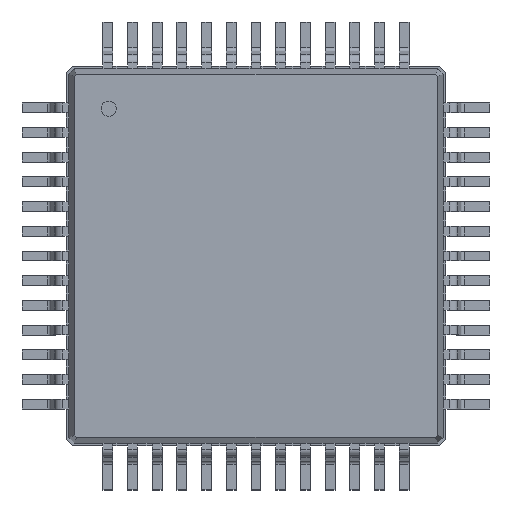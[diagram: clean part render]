
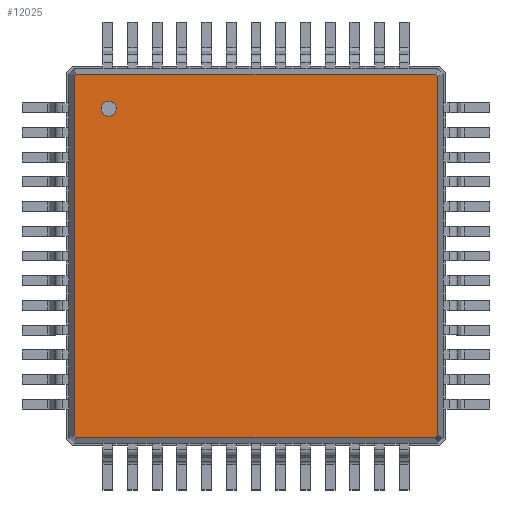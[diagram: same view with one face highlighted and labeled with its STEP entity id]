
A CAD part, top view. The second image highlights one B-rep face of the part: STEP entity #12025.
In plain terms, the highlighted planar face has unit normal (0, 0, 1).
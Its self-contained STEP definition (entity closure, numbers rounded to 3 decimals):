
#13=DIRECTION('',(0.,0.,1.));
#27=VECTOR('',#28,1.);
#28=DIRECTION('',(1.,0.,0.));
#155=VECTOR('',#156,1.);
#156=DIRECTION('',(0.707,-0.707,0.));
#162=VECTOR('',#163,1.);
#163=DIRECTION('',(0.,-1.,0.));
#169=VECTOR('',#170,1.);
#170=DIRECTION('',(-0.707,-0.707,0.));
#176=VECTOR('',#177,1.);
#177=DIRECTION('',(-1.,0.,0.));
#183=VECTOR('',#184,1.);
#184=DIRECTION('',(-0.707,0.707,0.));
#190=VECTOR('',#191,1.);
#191=DIRECTION('',(0.,1.,0.));
#195=VECTOR('',#196,1.);
#196=DIRECTION('',(0.707,0.707,0.));
#4923=VERTEX_POINT('',#4924);
#4924=CARTESIAN_POINT('',(-4.776,4.713,1.6));
#4926=ORIENTED_EDGE('',*,*,#4927,.F.);
#4927=EDGE_CURVE('',#4928,#4923,#4930,.T.);
#4928=VERTEX_POINT('',#4929);
#4929=CARTESIAN_POINT('',(-4.776,-4.713,1.6));
#4930=LINE('',#4929,#190);
#4941=VERTEX_POINT('',#4942);
#4942=CARTESIAN_POINT('',(-4.713,4.776,1.6));
#4944=ORIENTED_EDGE('',*,*,#4945,.F.);
#4945=EDGE_CURVE('',#4923,#4941,#4946,.T.);
#4946=LINE('',#4924,#195);
#4994=VERTEX_POINT('',#4995);
#4995=CARTESIAN_POINT('',(4.713,4.776,1.6));
#4997=ORIENTED_EDGE('',*,*,#4998,.F.);
#4998=EDGE_CURVE('',#4941,#4994,#4999,.T.);
#4999=LINE('',#4942,#27);
#6180=VERTEX_POINT('',#6181);
#6181=CARTESIAN_POINT('',(4.776,4.713,1.6));
#6183=ORIENTED_EDGE('',*,*,#6184,.F.);
#6184=EDGE_CURVE('',#4994,#6180,#6185,.T.);
#6185=LINE('',#4995,#155);
#6298=VERTEX_POINT('',#6299);
#6299=CARTESIAN_POINT('',(4.776,-4.713,1.6));
#6301=ORIENTED_EDGE('',*,*,#6302,.F.);
#6302=EDGE_CURVE('',#6180,#6298,#6303,.T.);
#6303=LINE('',#6181,#162);
#12025=ADVANCED_FACE('',(#12026,#12041),#12051,.T.);
#12026=FACE_BOUND('',#12027,.T.);
#12027=EDGE_LOOP('',(#4997,#4944,#4926,#12028,#12033,#12038,#6301,#6183));
#12028=ORIENTED_EDGE('',*,*,#12029,.F.);
#12029=EDGE_CURVE('',#12030,#4928,#12032,.T.);
#12030=VERTEX_POINT('',#12031);
#12031=CARTESIAN_POINT('',(-4.713,-4.776,1.6));
#12032=LINE('',#12031,#183);
#12033=ORIENTED_EDGE('',*,*,#12034,.F.);
#12034=EDGE_CURVE('',#12035,#12030,#12037,.T.);
#12035=VERTEX_POINT('',#12036);
#12036=CARTESIAN_POINT('',(4.713,-4.776,1.6));
#12037=LINE('',#12036,#176);
#12038=ORIENTED_EDGE('',*,*,#12039,.F.);
#12039=EDGE_CURVE('',#6298,#12035,#12040,.T.);
#12040=LINE('',#6299,#169);
#12041=FACE_BOUND('',#12042,.T.);
#12042=EDGE_LOOP('',(#12043));
#12043=ORIENTED_EDGE('',*,*,#12044,.T.);
#12044=EDGE_CURVE('',#12045,#12045,#12047,.T.);
#12045=VERTEX_POINT('',#12046);
#12046=CARTESIAN_POINT('',(-3.876,3.676,1.6));
#12047=CIRCLE('',#12048,0.2);
#12048=AXIS2_PLACEMENT_3D('',#12049,#12050,#163);
#12049=CARTESIAN_POINT('',(-3.876,3.876,1.6));
#12050=DIRECTION('',(0.,-0.,-1.));
#12051=PLANE('',#12052);
#12052=AXIS2_PLACEMENT_3D('',#4942,#13,#12053);
#12053=DIRECTION('',(0.702,-0.712,0.));
